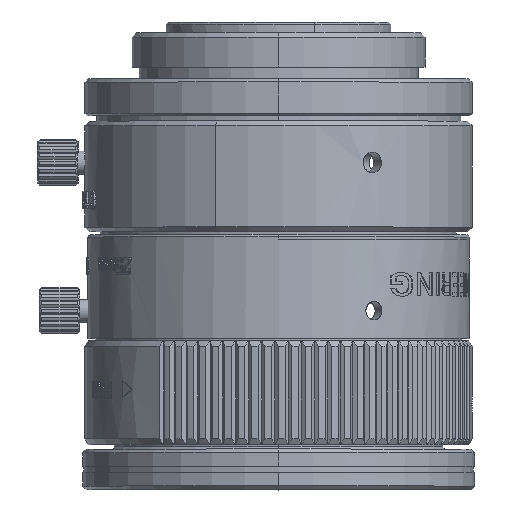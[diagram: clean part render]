
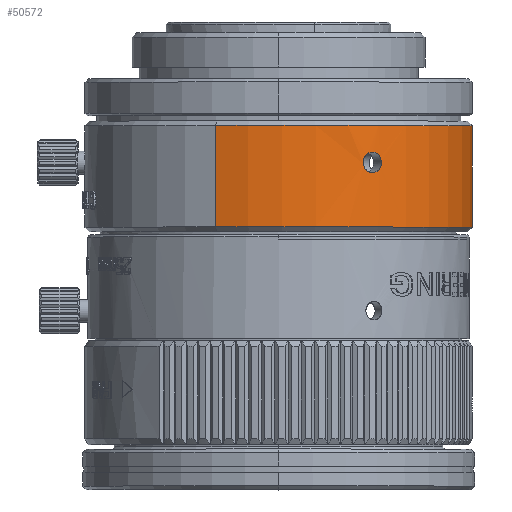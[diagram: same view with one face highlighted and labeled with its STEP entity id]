
A CAD part, top view. The second image highlights one B-rep face of the part: STEP entity #50572.
In plain terms, the highlighted cylindrical face has radius 16.8 mm (diameter 33.6 mm), a partial arc.
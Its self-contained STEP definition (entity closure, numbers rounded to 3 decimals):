
#46910=CARTESIAN_POINT('',(0.,0.4,
0.));
#46911=DIRECTION('',(0.,1.,0.));
#46912=DIRECTION('',(1.,0.,0.));
#46913=AXIS2_PLACEMENT_3D('',#46910,#46911,#46912);
#46915=CARTESIAN_POINT('',(0.,0.4,
0.));
#46916=DIRECTION('',(0.,1.,0.));
#46917=DIRECTION('',(0.,0.,-1.));
#46918=AXIS2_PLACEMENT_3D('',#46915,#46916,#46917);
#46924=DIRECTION('',(0.,-1.,0.));
#46925=VECTOR('',#46924,8.8);
#46926=CARTESIAN_POINT('',(-16.8,9.2,
0.));
#46927=LINE('',#46926,#46925);
#46928=CARTESIAN_POINT('',(-16.433,6.9,
-3.493));
#46929=CARTESIAN_POINT('',(-16.415,6.9,
-3.579));
#46930=CARTESIAN_POINT('',(-16.378,6.875,
-3.744));
#46931=CARTESIAN_POINT('',(-16.323,6.766,
-3.977));
#46932=CARTESIAN_POINT('',(-16.276,6.596,
-4.165));
#46933=CARTESIAN_POINT('',(-16.24,6.38,
-4.3));
#46934=CARTESIAN_POINT('',(-16.221,6.131,
-4.371));
#46935=CARTESIAN_POINT('',(-16.221,5.873,
-4.371));
#46936=CARTESIAN_POINT('',(-16.24,5.624,
-4.302));
#46937=CARTESIAN_POINT('',(-16.275,5.406,
-4.167));
#46938=CARTESIAN_POINT('',(-16.323,5.235,
-3.978));
#46939=CARTESIAN_POINT('',(-16.378,5.125,
-3.745));
#46940=CARTESIAN_POINT('',(-16.414,5.1,
-3.58));
#46941=CARTESIAN_POINT('',(-16.433,5.1,
-3.493));
#46943=CARTESIAN_POINT('',(-16.433,5.1,
-3.493));
#46944=CARTESIAN_POINT('',(-16.451,5.1,
-3.407));
#46945=CARTESIAN_POINT('',(-16.485,5.125,
-3.241));
#46946=CARTESIAN_POINT('',(-16.529,5.234,
-3.006));
#46947=CARTESIAN_POINT('',(-16.563,5.404,
-2.815));
#46948=CARTESIAN_POINT('',(-16.585,5.62,
-2.677));
#46949=CARTESIAN_POINT('',(-16.597,5.869,
-2.605));
#46950=CARTESIAN_POINT('',(-16.597,6.127,
-2.604));
#46951=CARTESIAN_POINT('',(-16.586,6.376,
-2.675));
#46952=CARTESIAN_POINT('',(-16.563,6.594,
-2.813));
#46953=CARTESIAN_POINT('',(-16.53,6.765,
-3.005));
#46954=CARTESIAN_POINT('',(-16.485,6.875,
-3.24));
#46955=CARTESIAN_POINT('',(-16.451,6.9,
-3.406));
#46956=CARTESIAN_POINT('',(-16.433,6.9,
-3.493));
#46958=CARTESIAN_POINT('',(11.241,6.9,
-12.485));
#46959=CARTESIAN_POINT('',(11.307,6.9,
-12.426));
#46960=CARTESIAN_POINT('',(11.431,6.875,
-12.312));
#46961=CARTESIAN_POINT('',(11.606,6.766,
-12.148));
#46962=CARTESIAN_POINT('',(11.745,6.596,
-12.013));
#46963=CARTESIAN_POINT('',(11.844,6.38,
-11.915));
#46964=CARTESIAN_POINT('',(11.896,6.131,
-11.863));
#46965=CARTESIAN_POINT('',(11.896,5.873,
-11.862));
#46966=CARTESIAN_POINT('',(11.846,5.624,
-11.913));
#46967=CARTESIAN_POINT('',(11.746,5.406,
-12.011));
#46968=CARTESIAN_POINT('',(11.606,5.235,
-12.147));
#46969=CARTESIAN_POINT('',(11.433,5.125,
-12.311));
#46970=CARTESIAN_POINT('',(11.307,5.1,
-12.425));
#46971=CARTESIAN_POINT('',(11.241,5.1,
-12.485));
#46973=CARTESIAN_POINT('',(11.241,5.1,
-12.485));
#46974=CARTESIAN_POINT('',(11.176,5.1,
-12.544));
#46975=CARTESIAN_POINT('',(11.05,5.125,
-12.656));
#46976=CARTESIAN_POINT('',(10.868,5.234,
-12.812));
#46977=CARTESIAN_POINT('',(10.719,5.404,
-12.936));
#46978=CARTESIAN_POINT('',(10.611,5.62,
-13.025));
#46979=CARTESIAN_POINT('',(10.554,5.869,
-13.071));
#46980=CARTESIAN_POINT('',(10.554,6.127,
-13.071));
#46981=CARTESIAN_POINT('',(10.61,6.376,
-13.026));
#46982=CARTESIAN_POINT('',(10.718,6.594,
-12.938));
#46983=CARTESIAN_POINT('',(10.867,6.765,
-12.813));
#46984=CARTESIAN_POINT('',(11.048,6.875,
-12.657));
#46985=CARTESIAN_POINT('',(11.175,6.9,
-12.544));
#46986=CARTESIAN_POINT('',(11.241,6.9,
-12.485));
#46988=DIRECTION('',(0.,-1.,0.));
#46989=VECTOR('',#46988,8.8);
#46990=CARTESIAN_POINT('',(16.8,9.2,
0.));
#46991=LINE('',#46990,#46989);
#47511=CARTESIAN_POINT('',(0.,9.2,
0.));
#47512=DIRECTION('',(0.,-1.,0.));
#47513=DIRECTION('',(-1.,0.,0.));
#47514=AXIS2_PLACEMENT_3D('',#47511,#47512,#47513);
#47516=CARTESIAN_POINT('',(0.,9.2,
0.));
#47517=DIRECTION('',(0.,-1.,0.));
#47518=DIRECTION('',(0.,0.,-1.));
#47519=AXIS2_PLACEMENT_3D('',#47516,#47517,#47518);
#49983=CARTESIAN_POINT('',(-16.8,0.4,
0.));
#49984=VERTEX_POINT('',#49983);
#49986=CARTESIAN_POINT('',(16.8,0.4,0.));
#49988=VERTEX_POINT('',#49986);
#49989=CARTESIAN_POINT('',(0.,0.4,
-16.8));
#49990=VERTEX_POINT('',#49989);
#49991=CARTESIAN_POINT('',(16.8,9.2,
0.));
#49992=VERTEX_POINT('',#49991);
#49993=CARTESIAN_POINT('',(0.,9.2,
-16.8));
#49994=VERTEX_POINT('',#49993);
#49995=CARTESIAN_POINT('',(-16.8,9.2,
0.));
#49996=VERTEX_POINT('',#49995);
#49997=VERTEX_POINT('',#46928);
#49998=VERTEX_POINT('',#46941);
#49999=VERTEX_POINT('',#46958);
#50000=VERTEX_POINT('',#46971);
#50543=CARTESIAN_POINT('',(0.,0.,0.));
#50544=DIRECTION('',(0.,1.,0.));
#50545=DIRECTION('',(1.,0.,0.));
#50546=AXIS2_PLACEMENT_3D('',#50543,#50544,#50545);
#50547=CYLINDRICAL_SURFACE('',#50546,16.8);
#50548=ORIENTED_EDGE('',*,*,#50537,.F.);
#50549=ORIENTED_EDGE('',*,*,#50535,.F.);
#50551=ORIENTED_EDGE('',*,*,#50550,.F.);
#50553=ORIENTED_EDGE('',*,*,#50552,.F.);
#50555=ORIENTED_EDGE('',*,*,#50554,.F.);
#50557=ORIENTED_EDGE('',*,*,#50556,.T.);
#50558=EDGE_LOOP('',(#50548,#50549,#50551,#50553,#50555,#50557));
#50559=FACE_OUTER_BOUND('',#50558,.F.);
#50561=ORIENTED_EDGE('',*,*,#50560,.T.);
#50563=ORIENTED_EDGE('',*,*,#50562,.T.);
#50564=EDGE_LOOP('',(#50561,#50563));
#50565=FACE_BOUND('',#50564,.F.);
#50567=ORIENTED_EDGE('',*,*,#50566,.T.);
#50569=ORIENTED_EDGE('',*,*,#50568,.T.);
#50570=EDGE_LOOP('',(#50567,#50569));
#50571=FACE_BOUND('',#50570,.F.);
#46914=CIRCLE('',#46913,16.8);
#46919=CIRCLE('',#46918,16.8);
#46942=B_SPLINE_CURVE_WITH_KNOTS('',3,(#46928,#46929,#46930,#46931,#46932,
#46933,#46934,#46935,#46936,#46937,#46938,#46939,#46940,#46941),.UNSPECIFIED.,
.F.,.F.,(4,1,1,1,1,1,1,1,1,1,1,4),(0.,0.091,0.182,
0.273,0.364,0.455,0.545,
0.636,0.727,0.818,0.909,1.),
.UNSPECIFIED.);
#46957=B_SPLINE_CURVE_WITH_KNOTS('',3,(#46943,#46944,#46945,#46946,#46947,
#46948,#46949,#46950,#46951,#46952,#46953,#46954,#46955,#46956),.UNSPECIFIED.,
.F.,.F.,(4,1,1,1,1,1,1,1,1,1,1,4),(0.,0.091,0.182,
0.273,0.364,0.455,0.545,
0.636,0.727,0.818,0.909,1.),
.UNSPECIFIED.);
#46972=B_SPLINE_CURVE_WITH_KNOTS('',3,(#46958,#46959,#46960,#46961,#46962,
#46963,#46964,#46965,#46966,#46967,#46968,#46969,#46970,#46971),.UNSPECIFIED.,
.F.,.F.,(4,1,1,1,1,1,1,1,1,1,1,4),(0.,0.091,0.182,
0.273,0.364,0.455,0.545,
0.636,0.727,0.818,0.909,1.),
.UNSPECIFIED.);
#46987=B_SPLINE_CURVE_WITH_KNOTS('',3,(#46973,#46974,#46975,#46976,#46977,
#46978,#46979,#46980,#46981,#46982,#46983,#46984,#46985,#46986),.UNSPECIFIED.,
.F.,.F.,(4,1,1,1,1,1,1,1,1,1,1,4),(0.,0.091,0.182,
0.273,0.364,0.455,0.545,
0.636,0.727,0.818,0.909,1.),
.UNSPECIFIED.);
#47515=CIRCLE('',#47514,16.8);
#47520=CIRCLE('',#47519,16.8);
#50535=EDGE_CURVE('',#49988,#49990,#46914,.T.);
#50537=EDGE_CURVE('',#49990,#49984,#46919,.T.);
#50550=EDGE_CURVE('',#49992,#49988,#46991,.T.);
#50552=EDGE_CURVE('',#49994,#49992,#47520,.T.);
#50554=EDGE_CURVE('',#49996,#49994,#47515,.T.);
#50556=EDGE_CURVE('',#49996,#49984,#46927,.T.);
#50560=EDGE_CURVE('',#49997,#49998,#46942,.T.);
#50562=EDGE_CURVE('',#49998,#49997,#46957,.T.);
#50566=EDGE_CURVE('',#49999,#50000,#46972,.T.);
#50568=EDGE_CURVE('',#50000,#49999,#46987,.T.);
#50572=ADVANCED_FACE('',(#50559,#50565,#50571),#50547,.T.);
